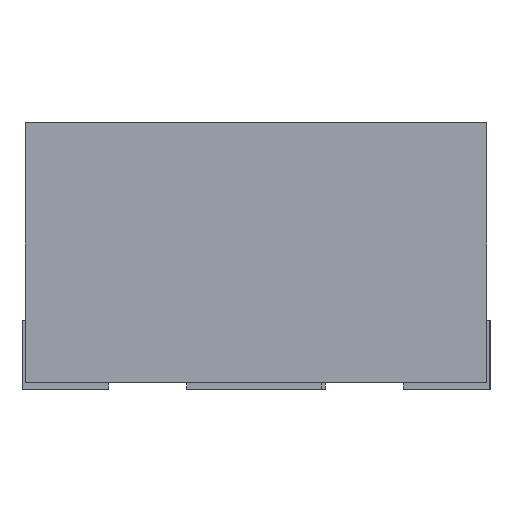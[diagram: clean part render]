
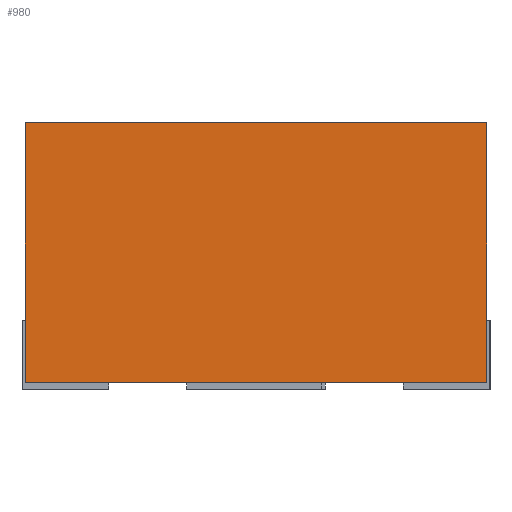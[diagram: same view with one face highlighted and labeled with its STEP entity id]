
A CAD part, left-side view. The second image highlights one B-rep face of the part: STEP entity #980.
In plain terms, the highlighted planar face has unit normal (-1, 0, 0).
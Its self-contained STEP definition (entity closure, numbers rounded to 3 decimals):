
#201 = VERTEX_POINT('',#202);
#202 = CARTESIAN_POINT('',(-1.64,0.665,0.02));
#210 = EDGE_CURVE('',#211,#201,#213,.T.);
#211 = VERTEX_POINT('',#212);
#212 = CARTESIAN_POINT('',(-1.64,-0.665,0.02));
#213 = LINE('',#214,#215);
#214 = CARTESIAN_POINT('',(-1.64,-0.665,0.02));
#215 = VECTOR('',#216,1.);
#216 = DIRECTION('',(0.,1.,0.));
#772 = EDGE_CURVE('',#201,#773,#775,.T.);
#773 = VERTEX_POINT('',#774);
#774 = CARTESIAN_POINT('',(-1.64,0.665,0.77));
#775 = LINE('',#776,#777);
#776 = CARTESIAN_POINT('',(-1.64,0.665,0.02));
#777 = VECTOR('',#778,1.);
#778 = DIRECTION('',(0.,0.,1.));
#980 = ADVANCED_FACE('',(#981),#999,.F.);
#981 = FACE_BOUND('',#982,.F.);
#982 = EDGE_LOOP('',(#983,#991,#992,#993));
#983 = ORIENTED_EDGE('',*,*,#984,.F.);
#984 = EDGE_CURVE('',#211,#985,#987,.T.);
#985 = VERTEX_POINT('',#986);
#986 = CARTESIAN_POINT('',(-1.64,-0.665,0.77));
#987 = LINE('',#988,#989);
#988 = CARTESIAN_POINT('',(-1.64,-0.665,0.02));
#989 = VECTOR('',#990,1.);
#990 = DIRECTION('',(0.,0.,1.));
#991 = ORIENTED_EDGE('',*,*,#210,.T.);
#992 = ORIENTED_EDGE('',*,*,#772,.T.);
#993 = ORIENTED_EDGE('',*,*,#994,.F.);
#994 = EDGE_CURVE('',#985,#773,#995,.T.);
#995 = LINE('',#996,#997);
#996 = CARTESIAN_POINT('',(-1.64,-0.665,0.77));
#997 = VECTOR('',#998,1.);
#998 = DIRECTION('',(0.,1.,0.));
#999 = PLANE('',#1000);
#1000 = AXIS2_PLACEMENT_3D('',#1001,#1002,#1003);
#1001 = CARTESIAN_POINT('',(-1.64,-0.665,0.02));
#1002 = DIRECTION('',(1.,0.,0.));
#1003 = DIRECTION('',(0.,0.,1.));
